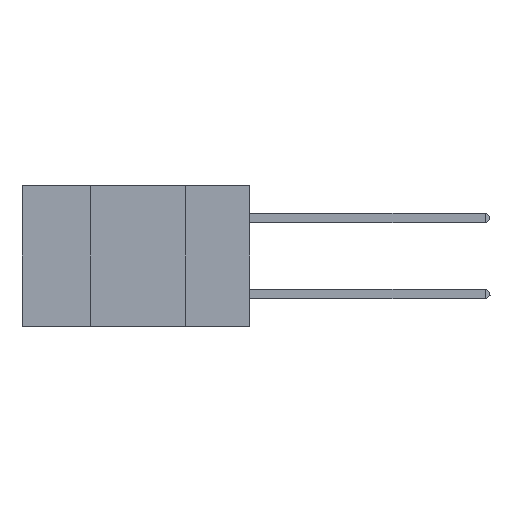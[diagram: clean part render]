
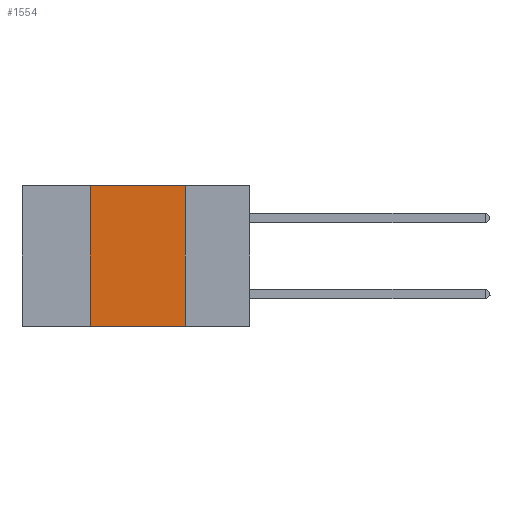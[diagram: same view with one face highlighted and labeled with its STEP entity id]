
A CAD part, left-side view. The second image highlights one B-rep face of the part: STEP entity #1554.
In plain terms, the highlighted planar face has unit normal (-1, 0, 0).
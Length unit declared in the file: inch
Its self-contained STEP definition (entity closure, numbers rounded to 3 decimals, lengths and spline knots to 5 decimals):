
#442 = LINE ( 'NONE', #9128, #17806 ) ;
#1554 = ADVANCED_FACE ( 'NONE', ( #17290 ), #8525, .F. ) ;
#1570 = ORIENTED_EDGE ( 'NONE', *, *, #9807, .F. ) ;
#2003 = DIRECTION ( 'NONE',  ( 0., 0., -1. ) ) ;
#2549 = VECTOR ( 'NONE', #26087, 39.37008 ) ;
#6794 = ORIENTED_EDGE ( 'NONE', *, *, #19056, .F. ) ;
#7484 = VERTEX_POINT ( 'NONE', #9916 ) ;
#8525 = PLANE ( 'NONE',  #25003 ) ;
#9020 = VERTEX_POINT ( 'NONE', #17048 ) ;
#9128 = CARTESIAN_POINT ( 'NONE',  ( 0., 0.6, -0.37 ) ) ;
#9807 = EDGE_CURVE ( 'NONE', #7484, #24620, #21258, .T. ) ;
#9847 = EDGE_LOOP ( 'NONE', ( #1570, #10060, #6794, #19572 ) ) ;
#9916 = CARTESIAN_POINT ( 'NONE',  ( 0., 0.17, 0. ) ) ;
#10060 = ORIENTED_EDGE ( 'NONE', *, *, #20576, .F. ) ;
#10479 = VECTOR ( 'NONE', #21778, 39.37008 ) ;
#10783 = DIRECTION ( 'NONE',  ( 1., 0., 0. ) ) ;
#10905 = LINE ( 'NONE', #22125, #2549 ) ;
#12213 = VECTOR ( 'NONE', #2003, 39.37008 ) ;
#12780 = DIRECTION ( 'NONE',  ( 0., 0., -1. ) ) ;
#17048 = CARTESIAN_POINT ( 'NONE',  ( 0., 0.42, -0.37 ) ) ;
#17282 = LINE ( 'NONE', #17653, #10479 ) ;
#17290 = FACE_OUTER_BOUND ( 'NONE', #9847, .T. ) ;
#17653 = CARTESIAN_POINT ( 'NONE',  ( 0., 0.6, 0. ) ) ;
#17806 = VECTOR ( 'NONE', #19585, 39.37008 ) ;
#18535 = VERTEX_POINT ( 'NONE', #19499 ) ;
#19056 = EDGE_CURVE ( 'NONE', #9020, #18535, #10905, .T. ) ;
#19499 = CARTESIAN_POINT ( 'NONE',  ( 0., 0.42, 0. ) ) ;
#19572 = ORIENTED_EDGE ( 'NONE', *, *, #21129, .T. ) ;
#19585 = DIRECTION ( 'NONE',  ( 0., -1., 0. ) ) ;
#20576 = EDGE_CURVE ( 'NONE', #18535, #7484, #17282, .T. ) ;
#21129 = EDGE_CURVE ( 'NONE', #9020, #24620, #442, .T. ) ;
#21258 = LINE ( 'NONE', #24575, #12213 ) ;
#21778 = DIRECTION ( 'NONE',  ( 0., -1., 0. ) ) ;
#22125 = CARTESIAN_POINT ( 'NONE',  ( 0., 0.42, 0. ) ) ;
#23035 = CARTESIAN_POINT ( 'NONE',  ( 0., 0.6, 0. ) ) ;
#24575 = CARTESIAN_POINT ( 'NONE',  ( 0., 0.17, 0. ) ) ;
#24620 = VERTEX_POINT ( 'NONE', #25437 ) ;
#25003 = AXIS2_PLACEMENT_3D ( 'NONE', #23035, #10783, #12780 ) ;
#25437 = CARTESIAN_POINT ( 'NONE',  ( 0., 0.17, -0.37 ) ) ;
#26087 = DIRECTION ( 'NONE',  ( 0., 0., 1. ) ) ;
